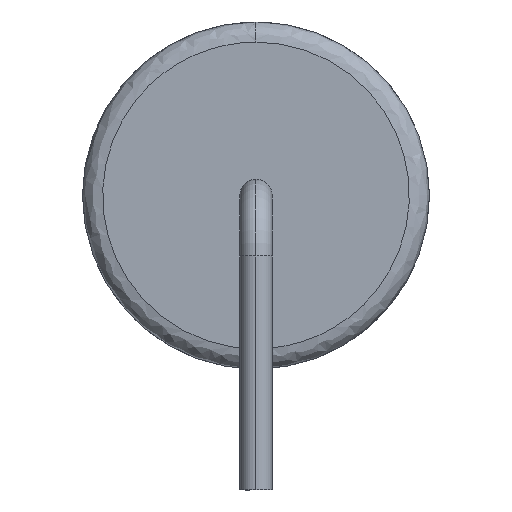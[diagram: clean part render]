
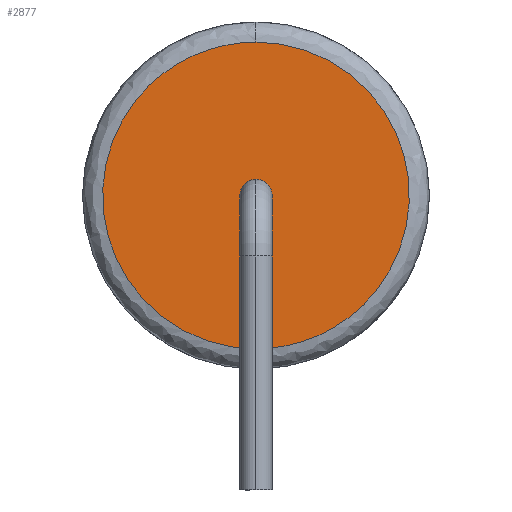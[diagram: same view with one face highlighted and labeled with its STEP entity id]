
A CAD part, left-side view. The second image highlights one B-rep face of the part: STEP entity #2877.
In plain terms, the highlighted face is planar.
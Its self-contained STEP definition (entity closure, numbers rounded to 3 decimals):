
#114 = AXIS2_PLACEMENT_3D ( 'NONE', #3698, #4399, #3023 ) ;
#167 = EDGE_LOOP ( 'NONE', ( #1006, #1690 ) ) ;
#183 = CARTESIAN_POINT ( 'NONE',  ( -3.8, 0., -0.75 ) ) ;
#245 = CARTESIAN_POINT ( 'NONE',  ( -3.8, -7.6, -0.75 ) ) ;
#487 = FACE_OUTER_BOUND ( 'NONE', #167, .T. ) ;
#835 = CARTESIAN_POINT ( 'NONE',  ( -3.8, 7.6, -0.75 ) ) ;
#855 = CARTESIAN_POINT ( 'NONE',  ( 3.8, 0., -0.75 ) ) ;
#1006 = ORIENTED_EDGE ( 'NONE', *, *, #2415, .F. ) ;
#1230 = CARTESIAN_POINT ( 'NONE',  ( 3.8, 0., -0.75 ) ) ;
#1690 = ORIENTED_EDGE ( 'NONE', *, *, #2648, .F. ) ;
#2113 =( BOUNDED_CURVE ( )  B_SPLINE_CURVE ( 3, ( #855, #4319, #835, #183 ),
 .UNSPECIFIED., .F., .T. ) 
 B_SPLINE_CURVE_WITH_KNOTS ( ( 4, 4 ),
 ( 0., 0.5 ),
 .UNSPECIFIED. ) 
 CURVE ( )  GEOMETRIC_REPRESENTATION_ITEM ( )  RATIONAL_B_SPLINE_CURVE ( ( 1., 0.333, 0.333, 1. ) ) 
 REPRESENTATION_ITEM ( '' )  );
#2379 = VERTEX_POINT ( 'NONE', #4497 ) ;
#2415 = EDGE_CURVE ( 'NONE', #2379, #3285, #3209, .T. ) ;
#2648 = EDGE_CURVE ( 'NONE', #3285, #2379, #2113, .T. ) ;
#2877 = ADVANCED_FACE ( 'NONE', ( #487 ), #2979, .T. ) ;
#2979 = PLANE ( 'NONE',  #114 ) ;
#3023 = DIRECTION ( 'NONE',  ( -1., 0., 0. ) ) ;
#3209 =( BOUNDED_CURVE ( )  B_SPLINE_CURVE ( 3, ( #3405, #245, #3681, #1230 ),
 .UNSPECIFIED., .F., .T. ) 
 B_SPLINE_CURVE_WITH_KNOTS ( ( 4, 4 ),
 ( 0.5, 1. ),
 .UNSPECIFIED. ) 
 CURVE ( )  GEOMETRIC_REPRESENTATION_ITEM ( )  RATIONAL_B_SPLINE_CURVE ( ( 1., 0.333, 0.333, 1. ) ) 
 REPRESENTATION_ITEM ( '' )  );
#3285 = VERTEX_POINT ( 'NONE', #3772 ) ;
#3405 = CARTESIAN_POINT ( 'NONE',  ( -3.8, 0., -0.75 ) ) ;
#3681 = CARTESIAN_POINT ( 'NONE',  ( 3.8, -7.6, -0.75 ) ) ;
#3698 = CARTESIAN_POINT ( 'NONE',  ( 0., 0., -0.75 ) ) ;
#3772 = CARTESIAN_POINT ( 'NONE',  ( 3.8, 0., -0.75 ) ) ;
#4319 = CARTESIAN_POINT ( 'NONE',  ( 3.8, 7.6, -0.75 ) ) ;
#4399 = DIRECTION ( 'NONE',  ( 0., 0., -1. ) ) ;
#4497 = CARTESIAN_POINT ( 'NONE',  ( -3.8, 0., -0.75 ) ) ;
